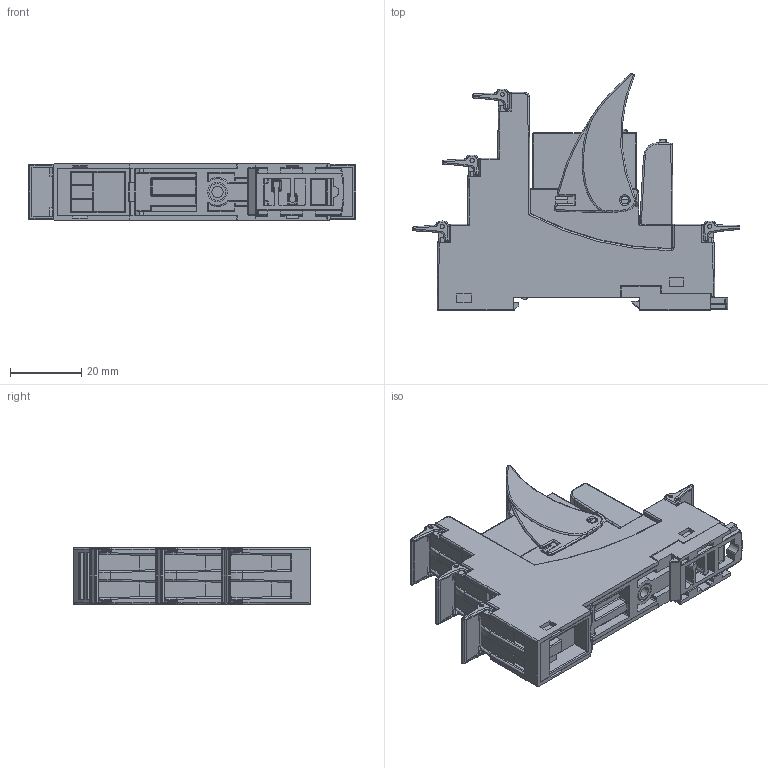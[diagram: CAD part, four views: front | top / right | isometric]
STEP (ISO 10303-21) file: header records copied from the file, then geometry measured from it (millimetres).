
FILE_DESCRIPTION (( 'STEP AP214' ), '1' );
FILE_NAME ('PI85 z GZM80.STEP', '2016-05-25T08:35:49', ( '' ), ( '' ), 'SwSTEP 2.0', 'SolidWorks 2016', '' );
FILE_SCHEMA (( 'AUTOMOTIVE_DESIGN' ));
Length unit declared in the file: millimetre
Products named in the file (8): GZM-2000.1 Zaczep na szynê DIN; Obejma wyrzutnikowa; P³ytka opisowa zacisków; Podstawa GZM80; Modu³; RM85-1P; PI85 z GZM80; GZT4-0015 - Wkrêt krzy¿owy M3x8
Assembly tree (17 placements, depth 2):
  PI85 z GZM80
    Podstawa GZM80
    GZT4-0015 - Wkrêt krzy¿owy M3x8  x8
    GZM-2000.1 Zaczep na szynê DIN
    Obejma wyrzutnikowa
    P³ytka opisowa zacisków  x4
    Modu³
    RM85-1P
Bounding box: 91.82 x 66.2 x 15.8 mm (x, y, z)
Volume: 42965 mm3; surface area: 26683.6 mm2
Topology: 19 solids, 27 shells, 3002 faces, 7498 edges, 4452 vertices
Faces by surface type: plane 1146, cylinder 935, torus 395, bspline 265, sphere 164, cone 97
Entity records: 61727 total; most frequent: CARTESIAN_POINT 14859, ORIENTED_EDGE 9956, DIRECTION 9473, EDGE_CURVE 4978, AXIS2_PLACEMENT_3D 3242, VERTEX_POINT 3078, LINE 2989, VECTOR 2989
